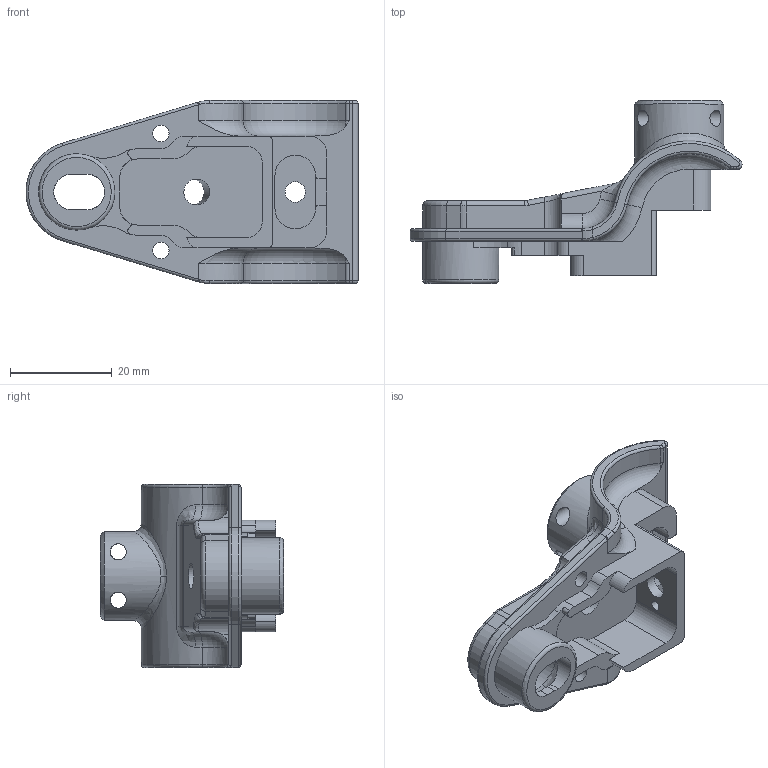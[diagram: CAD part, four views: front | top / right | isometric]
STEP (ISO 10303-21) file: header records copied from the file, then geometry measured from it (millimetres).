
FILE_DESCRIPTION(/* description */ (''),/* implementation_level */ '2;1');
FILE_NAME(/* name */ 'Bottom_rev11.step',/* time_stamp */ '2025-09-13T13:02:12-07:00',/* author */ (''),/* organization */ (''),/* preprocessor_version */ 'ST-DEVELOPER v20.1',/* originating_system */ 'Autodesk Translation Framework v14.10.0.0',/* authorisation */ '');
FILE_SCHEMA (('AUTOMOTIVE_DESIGN { 1 0 10303 214 3 1 1 }'));
Length unit declared in the file: millimetre
Products named in the file (1): CROWN_SP_REV7.1
Bounding box: 65.31 x 36 x 36 mm (x, y, z)
Volume: 13417.9 mm3; surface area: 9026.9 mm2
Topology: 1 solids, 1 shells, 190 faces, 513 edges, 324 vertices
Faces by surface type: cylinder 86, plane 48, bspline 28, torus 26, cone 2
Full cylindrical faces by diameter (mm): 2 x2, 3.175 x2, 3.2 x2, 4 x1, 4.5 x1, 5.035 x1, 8.15 x1, 11 x1, 15 x1, 17.5 x1
Entity records: 9248 total; most frequent: CARTESIAN_POINT 4413, ORIENTED_EDGE 1026, DIRECTION 1014, EDGE_CURVE 513, AXIS2_PLACEMENT_3D 401, VERTEX_POINT 324, CIRCLE 229, EDGE_LOOP 213
